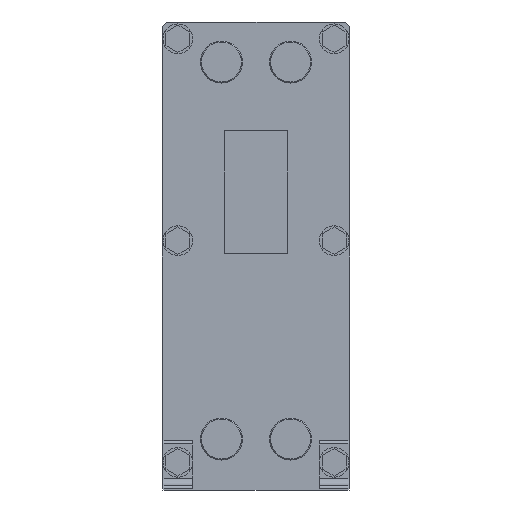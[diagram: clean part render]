
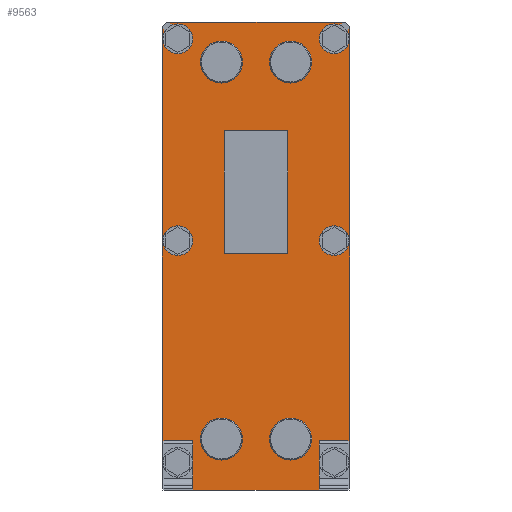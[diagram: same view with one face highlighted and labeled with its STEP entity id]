
A CAD part, front view. The second image highlights one B-rep face of the part: STEP entity #9563.
In plain terms, the highlighted planar face has unit normal (0, -1, 0).
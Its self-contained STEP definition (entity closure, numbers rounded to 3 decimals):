
#987=FACE_BOUND('',#2100,.T.);
#988=FACE_BOUND('',#2101,.T.);
#989=FACE_BOUND('',#2102,.T.);
#990=FACE_BOUND('',#2103,.T.);
#991=FACE_BOUND('',#2104,.T.);
#992=FACE_BOUND('',#2105,.T.);
#993=FACE_BOUND('',#2106,.T.);
#994=FACE_BOUND('',#2107,.T.);
#995=FACE_BOUND('',#2108,.T.);
#1119=CIRCLE('',#10088,15.);
#1120=CIRCLE('',#10089,15.);
#1121=CIRCLE('',#10090,15.);
#1122=CIRCLE('',#10091,15.);
#1123=CIRCLE('',#10092,21.2);
#1124=CIRCLE('',#10093,21.2);
#1125=CIRCLE('',#10094,21.2);
#1126=CIRCLE('',#10095,21.2);
#1589=FACE_OUTER_BOUND('',#2099,.T.);
#2099=EDGE_LOOP('',(#6911,#6912,#6913,#6914,#6915,#6916,#6917,#6918,#6919,
#6920,#6921,#6922,#6923,#6924));
#2100=EDGE_LOOP('',(#6925,#6926,#6927,#6928));
#2101=EDGE_LOOP('',(#6929));
#2102=EDGE_LOOP('',(#6930));
#2103=EDGE_LOOP('',(#6931));
#2104=EDGE_LOOP('',(#6932));
#2105=EDGE_LOOP('',(#6933));
#2106=EDGE_LOOP('',(#6934));
#2107=EDGE_LOOP('',(#6935));
#2108=EDGE_LOOP('',(#6936));
#2726=LINE('',#14119,#3818);
#2730=LINE('',#14126,#3822);
#2732=LINE('',#14130,#3824);
#2734=LINE('',#14134,#3826);
#2736=LINE('',#14138,#3828);
#2738=LINE('',#14142,#3830);
#2741=LINE('',#14148,#3833);
#2742=LINE('',#14151,#3834);
#2743=LINE('',#14153,#3835);
#2744=LINE('',#14155,#3836);
#2745=LINE('',#14157,#3837);
#2746=LINE('',#14159,#3838);
#2747=LINE('',#14161,#3839);
#2748=LINE('',#14162,#3840);
#2749=LINE('',#14165,#3841);
#2750=LINE('',#14167,#3842);
#2751=LINE('',#14169,#3843);
#2752=LINE('',#14170,#3844);
#3818=VECTOR('',#11074,10.);
#3822=VECTOR('',#11080,10.);
#3824=VECTOR('',#11084,10.);
#3826=VECTOR('',#11088,10.);
#3828=VECTOR('',#11092,10.);
#3830=VECTOR('',#11096,10.);
#3833=VECTOR('',#11101,10.);
#3834=VECTOR('',#11104,10.);
#3835=VECTOR('',#11105,10.);
#3836=VECTOR('',#11106,10.);
#3837=VECTOR('',#11107,10.);
#3838=VECTOR('',#11108,10.);
#3839=VECTOR('',#11109,10.);
#3840=VECTOR('',#11110,10.);
#3841=VECTOR('',#11111,10.);
#3842=VECTOR('',#11112,10.);
#3843=VECTOR('',#11113,10.);
#3844=VECTOR('',#11114,10.);
#4917=VERTEX_POINT('',#14116);
#4918=VERTEX_POINT('',#14118);
#4920=VERTEX_POINT('',#14124);
#4921=VERTEX_POINT('',#14128);
#4922=VERTEX_POINT('',#14132);
#4923=VERTEX_POINT('',#14136);
#4924=VERTEX_POINT('',#14140);
#4926=VERTEX_POINT('',#14146);
#4927=VERTEX_POINT('',#14150);
#4928=VERTEX_POINT('',#14152);
#4929=VERTEX_POINT('',#14154);
#4930=VERTEX_POINT('',#14156);
#4931=VERTEX_POINT('',#14158);
#4932=VERTEX_POINT('',#14160);
#4933=VERTEX_POINT('',#14163);
#4934=VERTEX_POINT('',#14164);
#4935=VERTEX_POINT('',#14166);
#4936=VERTEX_POINT('',#14168);
#4937=VERTEX_POINT('',#14171);
#4938=VERTEX_POINT('',#14173);
#4939=VERTEX_POINT('',#14175);
#4940=VERTEX_POINT('',#14177);
#4941=VERTEX_POINT('',#14179);
#4942=VERTEX_POINT('',#14181);
#4943=VERTEX_POINT('',#14183);
#4944=VERTEX_POINT('',#14185);
#5720=EDGE_CURVE('',#4918,#4917,#2726,.T.);
#5724=EDGE_CURVE('',#4917,#4920,#2730,.T.);
#5726=EDGE_CURVE('',#4920,#4921,#2732,.T.);
#5728=EDGE_CURVE('',#4921,#4922,#2734,.T.);
#5730=EDGE_CURVE('',#4922,#4923,#2736,.T.);
#5732=EDGE_CURVE('',#4923,#4924,#2738,.T.);
#5735=EDGE_CURVE('',#4924,#4926,#2741,.T.);
#5736=EDGE_CURVE('',#4926,#4927,#2742,.T.);
#5737=EDGE_CURVE('',#4927,#4928,#2743,.T.);
#5738=EDGE_CURVE('',#4928,#4929,#2744,.T.);
#5739=EDGE_CURVE('',#4930,#4929,#2745,.T.);
#5740=EDGE_CURVE('',#4930,#4931,#2746,.T.);
#5741=EDGE_CURVE('',#4931,#4932,#2747,.T.);
#5742=EDGE_CURVE('',#4932,#4918,#2748,.T.);
#5743=EDGE_CURVE('',#4933,#4934,#2749,.T.);
#5744=EDGE_CURVE('',#4934,#4935,#2750,.T.);
#5745=EDGE_CURVE('',#4935,#4936,#2751,.T.);
#5746=EDGE_CURVE('',#4936,#4933,#2752,.T.);
#5747=EDGE_CURVE('',#4937,#4937,#1119,.T.);
#5748=EDGE_CURVE('',#4938,#4938,#1120,.T.);
#5749=EDGE_CURVE('',#4939,#4939,#1121,.T.);
#5750=EDGE_CURVE('',#4940,#4940,#1122,.T.);
#5751=EDGE_CURVE('',#4941,#4941,#1123,.T.);
#5752=EDGE_CURVE('',#4942,#4942,#1124,.T.);
#5753=EDGE_CURVE('',#4943,#4943,#1125,.T.);
#5754=EDGE_CURVE('',#4944,#4944,#1126,.T.);
#6911=ORIENTED_EDGE('',*,*,#5736,.T.);
#6912=ORIENTED_EDGE('',*,*,#5737,.T.);
#6913=ORIENTED_EDGE('',*,*,#5738,.T.);
#6914=ORIENTED_EDGE('',*,*,#5739,.F.);
#6915=ORIENTED_EDGE('',*,*,#5740,.T.);
#6916=ORIENTED_EDGE('',*,*,#5741,.T.);
#6917=ORIENTED_EDGE('',*,*,#5742,.T.);
#6918=ORIENTED_EDGE('',*,*,#5720,.T.);
#6919=ORIENTED_EDGE('',*,*,#5724,.T.);
#6920=ORIENTED_EDGE('',*,*,#5726,.T.);
#6921=ORIENTED_EDGE('',*,*,#5728,.T.);
#6922=ORIENTED_EDGE('',*,*,#5730,.T.);
#6923=ORIENTED_EDGE('',*,*,#5732,.T.);
#6924=ORIENTED_EDGE('',*,*,#5735,.T.);
#6925=ORIENTED_EDGE('',*,*,#5743,.T.);
#6926=ORIENTED_EDGE('',*,*,#5744,.T.);
#6927=ORIENTED_EDGE('',*,*,#5745,.T.);
#6928=ORIENTED_EDGE('',*,*,#5746,.T.);
#6929=ORIENTED_EDGE('',*,*,#5747,.T.);
#6930=ORIENTED_EDGE('',*,*,#5748,.T.);
#6931=ORIENTED_EDGE('',*,*,#5749,.T.);
#6932=ORIENTED_EDGE('',*,*,#5750,.T.);
#6933=ORIENTED_EDGE('',*,*,#5751,.T.);
#6934=ORIENTED_EDGE('',*,*,#5752,.T.);
#6935=ORIENTED_EDGE('',*,*,#5753,.T.);
#6936=ORIENTED_EDGE('',*,*,#5754,.T.);
#9197=PLANE('',#10087);
#9563=ADVANCED_FACE('',(#1589,#987,#988,#989,#990,#991,#992,#993,#994,#995),
#9197,.T.);
#10087=AXIS2_PLACEMENT_3D('',#14149,#11102,#11103);
#10088=AXIS2_PLACEMENT_3D('',#14172,#11115,#11116);
#10089=AXIS2_PLACEMENT_3D('',#14174,#11117,#11118);
#10090=AXIS2_PLACEMENT_3D('',#14176,#11119,#11120);
#10091=AXIS2_PLACEMENT_3D('',#14178,#11121,#11122);
#10092=AXIS2_PLACEMENT_3D('',#14180,#11123,#11124);
#10093=AXIS2_PLACEMENT_3D('',#14182,#11125,#11126);
#10094=AXIS2_PLACEMENT_3D('',#14184,#11127,#11128);
#10095=AXIS2_PLACEMENT_3D('',#14186,#11129,#11130);
#11074=DIRECTION('',(0.707,0.,0.707));
#11080=DIRECTION('',(0.,0.,1.));
#11084=DIRECTION('',(-0.707,0.,0.707));
#11088=DIRECTION('',(-1.,0.,0.));
#11092=DIRECTION('',(-0.707,0.,-0.707));
#11096=DIRECTION('',(0.,0.,-1.));
#11101=DIRECTION('',(0.707,0.,-0.707));
#11102=DIRECTION('center_axis',(0.,-1.,0.));
#11103=DIRECTION('ref_axis',(1.,0.,0.));
#11104=DIRECTION('',(0.,0.,1.));
#11105=DIRECTION('',(1.,0.,0.));
#11106=DIRECTION('',(0.,0.,-1.));
#11107=DIRECTION('',(-1.,0.,0.));
#11108=DIRECTION('',(0.,0.,1.));
#11109=DIRECTION('',(1.,0.,0.));
#11110=DIRECTION('',(0.,0.,-1.));
#11111=DIRECTION('',(0.,0.,1.));
#11112=DIRECTION('',(1.,0.,0.));
#11113=DIRECTION('',(0.,0.,-1.));
#11114=DIRECTION('',(-1.,0.,0.));
#11115=DIRECTION('center_axis',(0.,1.,0.));
#11116=DIRECTION('ref_axis',(-1.,0.,0.));
#11117=DIRECTION('center_axis',(0.,1.,0.));
#11118=DIRECTION('ref_axis',(-1.,0.,0.));
#11119=DIRECTION('center_axis',(0.,1.,0.));
#11120=DIRECTION('ref_axis',(-1.,0.,0.));
#11121=DIRECTION('center_axis',(0.,1.,0.));
#11122=DIRECTION('ref_axis',(-1.,0.,0.));
#11123=DIRECTION('center_axis',(0.,1.,0.));
#11124=DIRECTION('ref_axis',(-1.,0.,0.));
#11125=DIRECTION('center_axis',(0.,1.,0.));
#11126=DIRECTION('ref_axis',(-1.,0.,0.));
#11127=DIRECTION('center_axis',(0.,1.,0.));
#11128=DIRECTION('ref_axis',(-1.,0.,0.));
#11129=DIRECTION('center_axis',(0.,1.,0.));
#11130=DIRECTION('ref_axis',(-1.,0.,0.));
#14116=CARTESIAN_POINT('',(95.,-25.,5.));
#14118=CARTESIAN_POINT('',(94.,-25.,4.));
#14119=CARTESIAN_POINT('',(95.,-25.,5.));
#14124=CARTESIAN_POINT('',(95.,-25.,468.));
#14126=CARTESIAN_POINT('',(95.,-25.,468.));
#14128=CARTESIAN_POINT('',(90.,-25.,473.));
#14130=CARTESIAN_POINT('',(90.,-25.,473.));
#14132=CARTESIAN_POINT('',(-90.,-25.,473.));
#14134=CARTESIAN_POINT('',(-90.,-25.,473.));
#14136=CARTESIAN_POINT('',(-95.,-25.,468.));
#14138=CARTESIAN_POINT('',(-95.,-25.,468.));
#14140=CARTESIAN_POINT('',(-95.,-25.,5.));
#14142=CARTESIAN_POINT('',(-95.,-25.,5.));
#14146=CARTESIAN_POINT('',(-94.,-25.,4.));
#14148=CARTESIAN_POINT('',(-90.,-25.,0.));
#14149=CARTESIAN_POINT('Origin',(0.,-25.,236.5));
#14150=CARTESIAN_POINT('',(-94.,-25.,50.));
#14151=CARTESIAN_POINT('',(-94.,-25.,125.641));
#14152=CARTESIAN_POINT('',(-64.,-25.,50.));
#14153=CARTESIAN_POINT('',(0.,-25.,50.));
#14154=CARTESIAN_POINT('',(-64.,-25.,0.));
#14155=CARTESIAN_POINT('',(-64.,-25.,50.));
#14156=CARTESIAN_POINT('',(64.,-25.,0.));
#14157=CARTESIAN_POINT('',(-45.,-25.,0.));
#14158=CARTESIAN_POINT('',(64.,-25.,50.));
#14159=CARTESIAN_POINT('',(64.,-25.,50.));
#14160=CARTESIAN_POINT('',(94.,-25.,50.));
#14161=CARTESIAN_POINT('',(0.,-25.,50.));
#14162=CARTESIAN_POINT('',(94.,-25.,125.641));
#14163=CARTESIAN_POINT('',(-32.25,-25.,239.2));
#14164=CARTESIAN_POINT('',(-32.25,-25.,363.));
#14165=CARTESIAN_POINT('',(-32.25,-25.,237.85));
#14166=CARTESIAN_POINT('',(32.25,-25.,363.));
#14167=CARTESIAN_POINT('',(-16.125,-25.,363.));
#14168=CARTESIAN_POINT('',(32.25,-25.,239.2));
#14169=CARTESIAN_POINT('',(32.25,-25.,299.75));
#14170=CARTESIAN_POINT('',(16.125,-25.,239.2));
#14171=CARTESIAN_POINT('',(-64.,-25.,252.));
#14172=CARTESIAN_POINT('Origin',(-79.,-25.,252.));
#14173=CARTESIAN_POINT('',(-64.,-25.,456.));
#14174=CARTESIAN_POINT('Origin',(-79.,-25.,456.));
#14175=CARTESIAN_POINT('',(94.,-25.,456.));
#14176=CARTESIAN_POINT('Origin',(79.,-25.,456.));
#14177=CARTESIAN_POINT('',(94.,-25.,252.));
#14178=CARTESIAN_POINT('Origin',(79.,-25.,252.));
#14179=CARTESIAN_POINT('',(-13.8,-25.,51.5));
#14180=CARTESIAN_POINT('Origin',(-35.,-25.,51.5));
#14181=CARTESIAN_POINT('',(-13.8,-25.,432.5));
#14182=CARTESIAN_POINT('Origin',(-35.,-25.,432.5));
#14183=CARTESIAN_POINT('',(56.2,-25.,432.5));
#14184=CARTESIAN_POINT('Origin',(35.,-25.,432.5));
#14185=CARTESIAN_POINT('',(56.2,-25.,51.5));
#14186=CARTESIAN_POINT('Origin',(35.,-25.,51.5));
